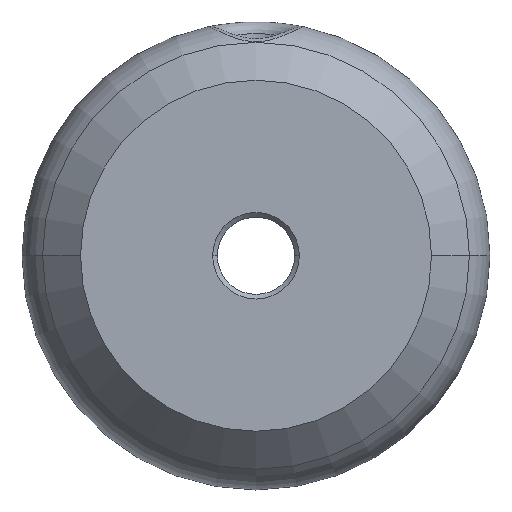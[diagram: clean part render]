
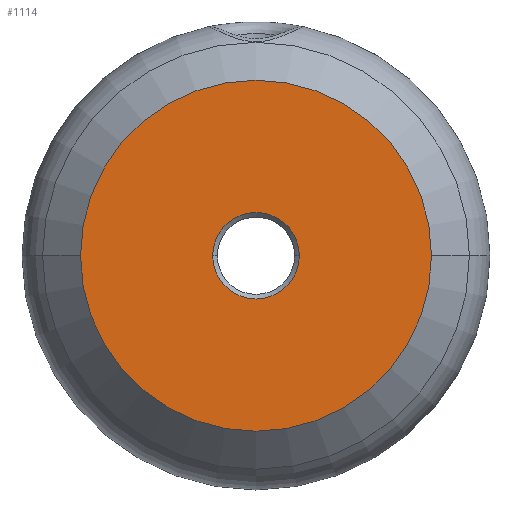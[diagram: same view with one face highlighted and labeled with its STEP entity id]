
A CAD part, top view. The second image highlights one B-rep face of the part: STEP entity #1114.
In plain terms, the highlighted planar face has unit normal (0, 0, 1).
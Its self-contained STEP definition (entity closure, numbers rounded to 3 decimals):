
#39 = EDGE_CURVE ( 'NONE', #844, #173, #1162, .T. ) ;
#57 = DIRECTION ( 'NONE',  ( 0., 0., 1. ) ) ;
#71 = CARTESIAN_POINT ( 'NONE',  ( -15., 0., 8. ) ) ;
#116 = AXIS2_PLACEMENT_3D ( 'NONE', #833, #750, #1277 ) ;
#141 = CIRCLE ( 'NONE', #814, 15. ) ;
#173 = VERTEX_POINT ( 'NONE', #983 ) ;
#180 = DIRECTION ( 'NONE',  ( 0., 0., -1. ) ) ;
#194 = DIRECTION ( 'NONE',  ( 0., 0., 1. ) ) ;
#234 = EDGE_LOOP ( 'NONE', ( #393, #260 ) ) ;
#260 = ORIENTED_EDGE ( 'NONE', *, *, #919, .T. ) ;
#330 = VERTEX_POINT ( 'NONE', #1241 ) ;
#334 = FACE_OUTER_BOUND ( 'NONE', #583, .T. ) ;
#393 = ORIENTED_EDGE ( 'NONE', *, *, #711, .T. ) ;
#431 = FACE_BOUND ( 'NONE', #234, .T. ) ;
#583 = EDGE_LOOP ( 'NONE', ( #663, #868 ) ) ;
#592 = DIRECTION ( 'NONE',  ( 1., 0., 0. ) ) ;
#607 = EDGE_CURVE ( 'NONE', #173, #844, #141, .T. ) ;
#609 = DIRECTION ( 'NONE',  ( 1., 0., 0. ) ) ;
#623 = DIRECTION ( 'NONE',  ( 1., 0., 0. ) ) ;
#663 = ORIENTED_EDGE ( 'NONE', *, *, #39, .T. ) ;
#711 = EDGE_CURVE ( 'NONE', #1310, #330, #922, .T. ) ;
#721 = DIRECTION ( 'NONE',  ( 0., 0., -1. ) ) ;
#750 = DIRECTION ( 'NONE',  ( 0., 0., 1. ) ) ;
#785 = CARTESIAN_POINT ( 'NONE',  ( 0., 0., 8. ) ) ;
#814 = AXIS2_PLACEMENT_3D ( 'NONE', #785, #57, #592 ) ;
#818 = AXIS2_PLACEMENT_3D ( 'NONE', #1034, #721, #609 ) ;
#833 = CARTESIAN_POINT ( 'NONE',  ( 0., 0., 8. ) ) ;
#844 = VERTEX_POINT ( 'NONE', #71 ) ;
#868 = ORIENTED_EDGE ( 'NONE', *, *, #607, .T. ) ;
#919 = EDGE_CURVE ( 'NONE', #330, #1310, #1075, .T. ) ;
#922 = CIRCLE ( 'NONE', #1316, 3.7 ) ;
#978 = CARTESIAN_POINT ( 'NONE',  ( 3.7, 0., 8. ) ) ;
#983 = CARTESIAN_POINT ( 'NONE',  ( 15., 0., 8. ) ) ;
#1034 = CARTESIAN_POINT ( 'NONE',  ( 0., 0., 8. ) ) ;
#1075 = CIRCLE ( 'NONE', #818, 3.7 ) ;
#1076 = AXIS2_PLACEMENT_3D ( 'NONE', #1370, #194, #623 ) ;
#1114 = ADVANCED_FACE ( 'NONE', ( #431, #334 ), #1278, .T. ) ;
#1150 = DIRECTION ( 'NONE',  ( 1., 0., 0. ) ) ;
#1162 = CIRCLE ( 'NONE', #116, 15. ) ;
#1241 = CARTESIAN_POINT ( 'NONE',  ( -3.7, 0., 8. ) ) ;
#1277 = DIRECTION ( 'NONE',  ( 1., 0., 0. ) ) ;
#1278 = PLANE ( 'NONE',  #1076 ) ;
#1310 = VERTEX_POINT ( 'NONE', #978 ) ;
#1316 = AXIS2_PLACEMENT_3D ( 'NONE', #1347, #180, #1150 ) ;
#1347 = CARTESIAN_POINT ( 'NONE',  ( 0., 0., 8. ) ) ;
#1370 = CARTESIAN_POINT ( 'NONE',  ( 0., 0., 8. ) ) ;
